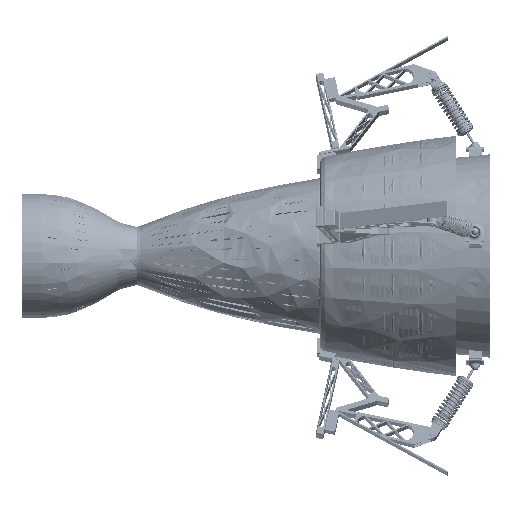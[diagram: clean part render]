
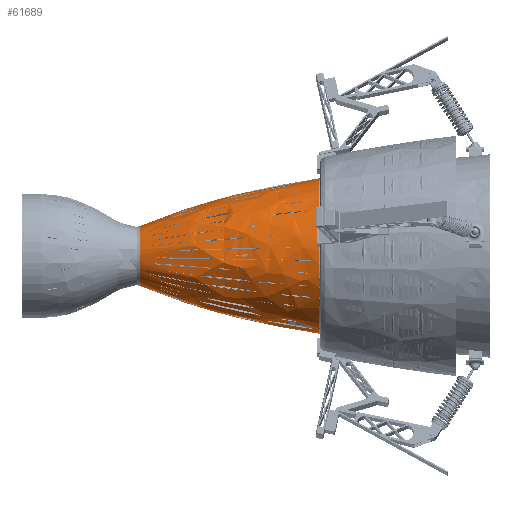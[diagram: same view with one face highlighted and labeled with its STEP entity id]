
A CAD part, top view. The second image highlights one B-rep face of the part: STEP entity #61689.
In plain terms, the highlighted free-form (B-spline) face has degree [2, 3] with [3, 4] control points.
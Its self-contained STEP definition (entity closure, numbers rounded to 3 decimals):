
#61513 = VERTEX_POINT('',#61514);
#61514 = CARTESIAN_POINT('',(-157.481,202.576,
    333.418));
#61520 = EDGE_CURVE('',#61521,#61513,#61523,.T.);
#61521 = VERTEX_POINT('',#61522);
#61522 = CARTESIAN_POINT('',(-157.481,159.249,
    278.382));
#61523 = ( BOUNDED_CURVE() B_SPLINE_CURVE(2,(#61524,#61525,#61526),
.UNSPECIFIED.,.F.,.F.) B_SPLINE_CURVE_WITH_KNOTS((3,3),(4.712,
6.283),.PIECEWISE_BEZIER_KNOTS.) CURVE() 
GEOMETRIC_REPRESENTATION_ITEM() RATIONAL_B_SPLINE_CURVE((1.,
0.707,1.)) REPRESENTATION_ITEM('') );
#61524 = CARTESIAN_POINT('',(-157.481,159.249,
    278.382));
#61525 = CARTESIAN_POINT('',(-157.481,153.394,
    327.563));
#61526 = CARTESIAN_POINT('',(-157.481,202.576,
    333.418));
#61563 = VERTEX_POINT('',#61564);
#61564 = CARTESIAN_POINT('',(139.567,336.156,
    299.442));
#61572 = EDGE_CURVE('',#61563,#61573,#61575,.T.);
#61573 = VERTEX_POINT('',#61574);
#61574 = CARTESIAN_POINT('',(-157.481,257.612,
    290.092));
#61575 = B_SPLINE_CURVE_WITH_KNOTS('',2,(#61576,#61577,#61578),
  .UNSPECIFIED.,.F.,.F.,(3,3),(0.,1.),.PIECEWISE_BEZIER_KNOTS.);
#61576 = CARTESIAN_POINT('',(139.567,336.156,
    299.442));
#61577 = CARTESIAN_POINT('',(-28.772,312.678,
    296.647));
#61578 = CARTESIAN_POINT('',(-157.481,257.612,
    290.092));
#61587 = EDGE_CURVE('',#61588,#61521,#61590,.T.);
#61588 = VERTEX_POINT('',#61589);
#61589 = CARTESIAN_POINT('',(139.567,80.705,
    269.031));
#61590 = B_SPLINE_CURVE_WITH_KNOTS('',2,(#61591,#61592,#61593),
  .UNSPECIFIED.,.F.,.F.,(3,3),(0.,1.),.PIECEWISE_BEZIER_KNOTS.);
#61591 = CARTESIAN_POINT('',(139.567,80.705,
    269.031));
#61592 = CARTESIAN_POINT('',(-28.772,104.184,
    271.826));
#61593 = CARTESIAN_POINT('',(-157.481,159.249,
    278.382));
#61635 = EDGE_CURVE('',#61636,#61563,#61638,.T.);
#61636 = VERTEX_POINT('',#61637);
#61637 = CARTESIAN_POINT('',(139.567,193.225,
    411.962));
#61638 = ( BOUNDED_CURVE() B_SPLINE_CURVE(2,(#61639,#61640,#61641),
.UNSPECIFIED.,.F.,.F.) B_SPLINE_CURVE_WITH_KNOTS((3,3),(0.,
1.571),.PIECEWISE_BEZIER_KNOTS.) CURVE() 
GEOMETRIC_REPRESENTATION_ITEM() RATIONAL_B_SPLINE_CURVE((1.,
0.707,1.)) REPRESENTATION_ITEM('') );
#61639 = CARTESIAN_POINT('',(139.567,193.225,
    411.962));
#61640 = CARTESIAN_POINT('',(139.567,320.951,
    427.168));
#61641 = CARTESIAN_POINT('',(139.567,336.156,
    299.442));
#61672 = EDGE_CURVE('',#61588,#61636,#61673,.T.);
#61673 = ( BOUNDED_CURVE() B_SPLINE_CURVE(2,(#61674,#61675,#61676),
.UNSPECIFIED.,.F.,.F.) B_SPLINE_CURVE_WITH_KNOTS((3,3),(4.712,
6.283),.PIECEWISE_BEZIER_KNOTS.) CURVE() 
GEOMETRIC_REPRESENTATION_ITEM() RATIONAL_B_SPLINE_CURVE((1.,
0.707,1.)) REPRESENTATION_ITEM('') );
#61674 = CARTESIAN_POINT('',(139.567,80.705,
    269.031));
#61675 = CARTESIAN_POINT('',(139.567,65.5,
    396.757));
#61676 = CARTESIAN_POINT('',(139.567,193.225,
    411.962));
#61689 = ADVANCED_FACE('',(#61690),#61703,.F.);
#61690 = FACE_BOUND('',#61691,.F.);
#61691 = EDGE_LOOP('',(#61692,#61693,#61699,#61700,#61701,#61702));
#61692 = ORIENTED_EDGE('',*,*,#61520,.T.);
#61693 = ORIENTED_EDGE('',*,*,#61694,.T.);
#61694 = EDGE_CURVE('',#61513,#61573,#61695,.T.);
#61695 = ( BOUNDED_CURVE() B_SPLINE_CURVE(2,(#61696,#61697,#61698),
.UNSPECIFIED.,.F.,.F.) B_SPLINE_CURVE_WITH_KNOTS((3,3),(0.,
1.571),.PIECEWISE_BEZIER_KNOTS.) CURVE() 
GEOMETRIC_REPRESENTATION_ITEM() RATIONAL_B_SPLINE_CURVE((1.,
0.707,1.)) REPRESENTATION_ITEM('') );
#61696 = CARTESIAN_POINT('',(-157.481,202.576,
    333.418));
#61697 = CARTESIAN_POINT('',(-157.481,251.757,
    339.273));
#61698 = CARTESIAN_POINT('',(-157.481,257.612,
    290.092));
#61699 = ORIENTED_EDGE('',*,*,#61572,.F.);
#61700 = ORIENTED_EDGE('',*,*,#61635,.F.);
#61701 = ORIENTED_EDGE('',*,*,#61672,.F.);
#61702 = ORIENTED_EDGE('',*,*,#61587,.T.);
#61703 = ( BOUNDED_SURFACE() B_SPLINE_SURFACE(2,3,(
    (#61704,#61705,#61706,#61707)
    ,(#61708,#61709,#61710,#61711)
    ,(#61712,#61713,#61714,#61715
)),.UNSPECIFIED.,.F.,.F.,.F.) B_SPLINE_SURFACE_WITH_KNOTS((3,3),(4,4),(
    0.,1.),(0.,1.),.PIECEWISE_BEZIER_KNOTS.) 
GEOMETRIC_REPRESENTATION_ITEM() RATIONAL_B_SPLINE_SURFACE((
    (1.,0.333,0.333,1.)
    ,(1.,0.333,0.333,1.)
,(1.,0.333,0.333,1.
))) REPRESENTATION_ITEM('') SURFACE() );
#61704 = CARTESIAN_POINT('',(139.567,80.705,
    269.031));
#61705 = CARTESIAN_POINT('',(139.567,50.294,
    524.482));
#61706 = CARTESIAN_POINT('',(139.567,305.745,
    554.893));
#61707 = CARTESIAN_POINT('',(139.567,336.156,
    299.442));
#61708 = CARTESIAN_POINT('',(-28.772,104.184,
    271.826));
#61709 = CARTESIAN_POINT('',(-28.772,79.363,
    480.32));
#61710 = CARTESIAN_POINT('',(-28.772,287.857,
    505.141));
#61711 = CARTESIAN_POINT('',(-28.772,312.678,
    296.647));
#61712 = CARTESIAN_POINT('',(-157.481,159.249,
    278.382));
#61713 = CARTESIAN_POINT('',(-157.481,147.539,
    376.744));
#61714 = CARTESIAN_POINT('',(-157.481,245.902,
    388.454));
#61715 = CARTESIAN_POINT('',(-157.481,257.612,
    290.092));
